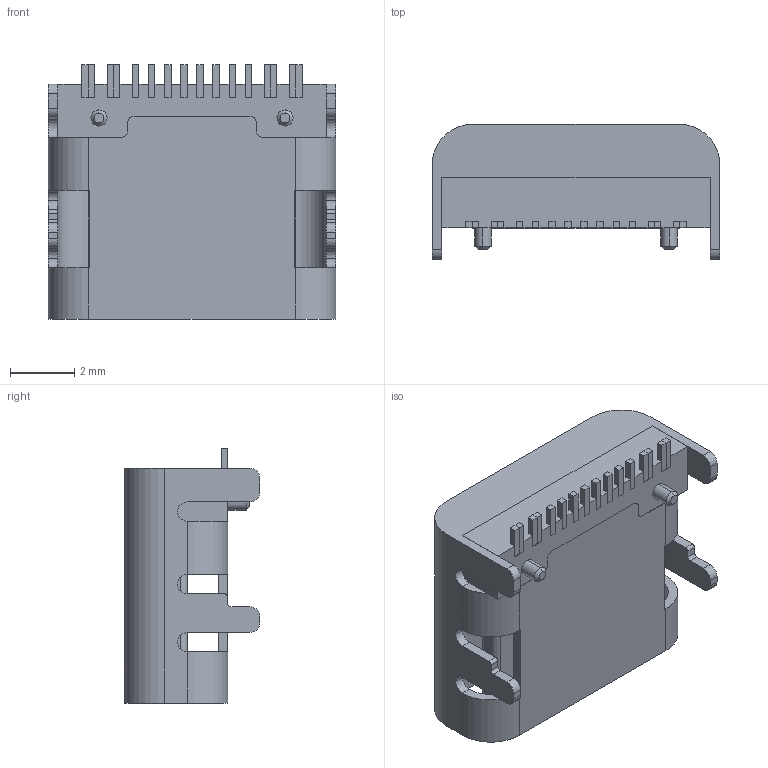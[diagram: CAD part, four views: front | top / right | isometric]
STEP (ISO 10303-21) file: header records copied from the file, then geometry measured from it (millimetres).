
FILE_DESCRIPTION (( 'STEP AP214' ), '1' );
FILE_NAME ('TYPE-C-31-M-12.STEP', '2018-07-24T17:12:44', ( '' ), ( '' ), 'SwSTEP 2.0', 'SolidWorks 2016', '' );
FILE_SCHEMA (( 'AUTOMOTIVE_DESIGN' ));
Length unit declared in the file: millimetre
Products named in the file (2): TYPE-C-31-M-12
Bounding box: 8.94 x 4.2 x 7.9 mm (x, y, z)
Volume: 91 mm3; surface area: 495 mm2
Topology: 18 solids, 18 shells, 263 faces, 674 edges, 444 vertices
Faces by surface type: plane 205, cylinder 54, cone 4
Entity records: 8568 total; most frequent: CARTESIAN_POINT 1383, ORIENTED_EDGE 1348, DIRECTION 1316, EDGE_CURVE 674, LINE 562, VECTOR 562, VERTEX_POINT 444, AXIS2_PLACEMENT_3D 377
